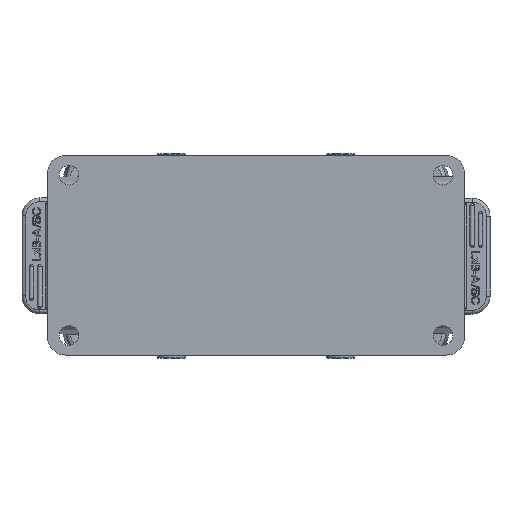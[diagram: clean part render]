
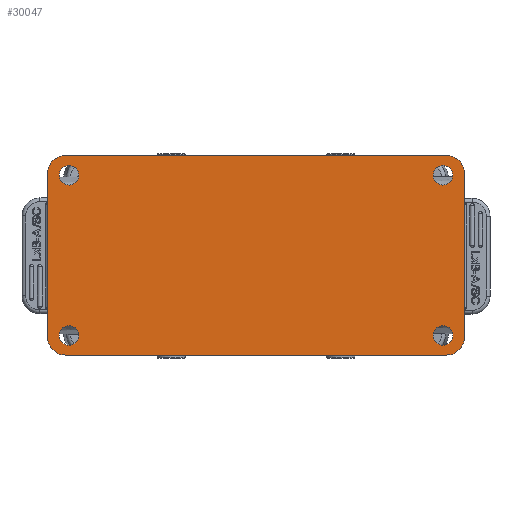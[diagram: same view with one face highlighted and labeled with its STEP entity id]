
A CAD part, front view. The second image highlights one B-rep face of the part: STEP entity #30047.
In plain terms, the highlighted planar face has unit normal (0, -1, 0).
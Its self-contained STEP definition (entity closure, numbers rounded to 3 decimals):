
#2722=DIRECTION('',(0.,0.,-1.));
#2723=VECTOR('',#2722,46.);
#2724=CARTESIAN_POINT('',(118.,0.,
23.18));
#2725=LINE('',#2724,#2723);
#2726=CARTESIAN_POINT('',(113.,0.,
-22.82));
#2727=DIRECTION('',(0.,1.,0.));
#2728=DIRECTION('',(1.,0.,0.));
#2729=AXIS2_PLACEMENT_3D('',#2726,#2727,#2728);
#2731=CARTESIAN_POINT('',(6.,0.,
-22.82));
#2732=DIRECTION('',(0.,1.,0.));
#2733=DIRECTION('',(0.,0.,-1.));
#2734=AXIS2_PLACEMENT_3D('',#2731,#2732,#2733);
#2736=DIRECTION('',(0.,0.,1.));
#2737=VECTOR('',#2736,46.);
#2738=CARTESIAN_POINT('',(1.,0.,
-22.82));
#2739=LINE('',#2738,#2737);
#2740=CARTESIAN_POINT('',(6.,0.,
23.18));
#2741=DIRECTION('',(0.,1.,0.));
#2742=DIRECTION('',(-1.,0.,0.));
#2743=AXIS2_PLACEMENT_3D('',#2740,#2741,#2742);
#2745=DIRECTION('',(1.,0.,0.));
#2746=VECTOR('',#2745,107.);
#2747=CARTESIAN_POINT('',(6.,0.,
28.18));
#2748=LINE('',#2747,#2746);
#2749=CARTESIAN_POINT('',(113.,0.,
23.18));
#2750=DIRECTION('',(0.,1.,0.));
#2751=DIRECTION('',(0.,0.,1.));
#2752=AXIS2_PLACEMENT_3D('',#2749,#2750,#2751);
#2754=CARTESIAN_POINT('',(7.,0.,
22.68));
#2755=DIRECTION('',(0.,-1.,0.));
#2756=DIRECTION('',(0.,0.,1.));
#2757=AXIS2_PLACEMENT_3D('',#2754,#2755,#2756);
#2759=CARTESIAN_POINT('',(7.,0.,
22.68));
#2760=DIRECTION('',(0.,-1.,0.));
#2761=DIRECTION('',(0.,0.,-1.));
#2762=AXIS2_PLACEMENT_3D('',#2759,#2760,#2761);
#2764=CARTESIAN_POINT('',(7.,0.,
-22.32));
#2765=DIRECTION('',(0.,-1.,0.));
#2766=DIRECTION('',(0.,0.,1.));
#2767=AXIS2_PLACEMENT_3D('',#2764,#2765,#2766);
#2769=CARTESIAN_POINT('',(7.,0.,
-22.32));
#2770=DIRECTION('',(0.,-1.,0.));
#2771=DIRECTION('',(0.,0.,-1.));
#2772=AXIS2_PLACEMENT_3D('',#2769,#2770,#2771);
#2774=CARTESIAN_POINT('',(112.,0.,
-22.32));
#2775=DIRECTION('',(0.,-1.,0.));
#2776=DIRECTION('',(0.,0.,1.));
#2777=AXIS2_PLACEMENT_3D('',#2774,#2775,#2776);
#2779=CARTESIAN_POINT('',(112.,0.,
-22.32));
#2780=DIRECTION('',(0.,-1.,0.));
#2781=DIRECTION('',(0.,0.,-1.));
#2782=AXIS2_PLACEMENT_3D('',#2779,#2780,#2781);
#2784=CARTESIAN_POINT('',(112.,0.,
22.68));
#2785=DIRECTION('',(0.,-1.,0.));
#2786=DIRECTION('',(0.,0.,1.));
#2787=AXIS2_PLACEMENT_3D('',#2784,#2785,#2786);
#2789=CARTESIAN_POINT('',(112.,0.,
22.68));
#2790=DIRECTION('',(0.,-1.,0.));
#2791=DIRECTION('',(0.,0.,-1.));
#2792=AXIS2_PLACEMENT_3D('',#2789,#2790,#2791);
#6519=DIRECTION('',(1.,0.,0.));
#6520=VECTOR('',#6519,107.);
#6521=CARTESIAN_POINT('',(6.,0.,
-27.82));
#6522=LINE('',#6521,#6520);
#21208=CARTESIAN_POINT('',(118.,0.,
23.18));
#21210=VERTEX_POINT('',#21208);
#21231=CARTESIAN_POINT('',(118.,0.,
-22.82));
#21232=VERTEX_POINT('',#21231);
#21233=CARTESIAN_POINT('',(113.,0.,
28.18));
#21235=VERTEX_POINT('',#21233);
#21239=CARTESIAN_POINT('',(6.,0.,
28.18));
#21240=VERTEX_POINT('',#21239);
#21275=CARTESIAN_POINT('',(112.,0.,
25.43));
#21276=CARTESIAN_POINT('',(112.,0.,
19.93));
#21277=VERTEX_POINT('',#21275);
#21278=VERTEX_POINT('',#21276);
#21279=CARTESIAN_POINT('',(113.,0.,
-27.82));
#21280=VERTEX_POINT('',#21279);
#21281=CARTESIAN_POINT('',(6.,0.,
-27.82));
#21282=VERTEX_POINT('',#21281);
#21283=CARTESIAN_POINT('',(1.,0.,
-22.82));
#21284=VERTEX_POINT('',#21283);
#21285=CARTESIAN_POINT('',(1.,0.,
23.18));
#21286=VERTEX_POINT('',#21285);
#21287=CARTESIAN_POINT('',(7.,0.,
25.43));
#21288=CARTESIAN_POINT('',(7.,0.,
19.93));
#21289=VERTEX_POINT('',#21287);
#21290=VERTEX_POINT('',#21288);
#21291=CARTESIAN_POINT('',(7.,0.,
-19.57));
#21292=CARTESIAN_POINT('',(7.,0.,
-25.07));
#21293=VERTEX_POINT('',#21291);
#21294=VERTEX_POINT('',#21292);
#21295=CARTESIAN_POINT('',(112.,0.,
-19.57));
#21296=CARTESIAN_POINT('',(112.,0.,
-25.07));
#21297=VERTEX_POINT('',#21295);
#21298=VERTEX_POINT('',#21296);
#30004=CARTESIAN_POINT('',(59.5,0.,
0.18));
#30005=DIRECTION('',(0.,1.,0.));
#30006=DIRECTION('',(0.,0.,1.));
#30007=AXIS2_PLACEMENT_3D('',#30004,#30005,#30006);
#30008=PLANE('',#30007);
#30009=ORIENTED_EDGE('',*,*,#29126,.T.);
#30011=ORIENTED_EDGE('',*,*,#30010,.T.);
#30013=ORIENTED_EDGE('',*,*,#30012,.F.);
#30015=ORIENTED_EDGE('',*,*,#30014,.T.);
#30017=ORIENTED_EDGE('',*,*,#30016,.T.);
#30019=ORIENTED_EDGE('',*,*,#30018,.T.);
#30020=ORIENTED_EDGE('',*,*,#29160,.T.);
#30021=ORIENTED_EDGE('',*,*,#29147,.T.);
#30022=EDGE_LOOP('',(#30009,#30011,#30013,#30015,#30017,#30019,#30020,#30021));
#30023=FACE_OUTER_BOUND('',#30022,.F.);
#30025=ORIENTED_EDGE('',*,*,#30024,.T.);
#30027=ORIENTED_EDGE('',*,*,#30026,.T.);
#30028=EDGE_LOOP('',(#30025,#30027));
#30029=FACE_BOUND('',#30028,.F.);
#30031=ORIENTED_EDGE('',*,*,#30030,.T.);
#30033=ORIENTED_EDGE('',*,*,#30032,.T.);
#30034=EDGE_LOOP('',(#30031,#30033));
#30035=FACE_BOUND('',#30034,.F.);
#30037=ORIENTED_EDGE('',*,*,#30036,.T.);
#30039=ORIENTED_EDGE('',*,*,#30038,.T.);
#30040=EDGE_LOOP('',(#30037,#30039));
#30041=FACE_BOUND('',#30040,.F.);
#30042=ORIENTED_EDGE('',*,*,#29994,.T.);
#30044=ORIENTED_EDGE('',*,*,#30043,.T.);
#30045=EDGE_LOOP('',(#30042,#30044));
#30046=FACE_BOUND('',#30045,.F.);
#30047=ADVANCED_FACE('',(#30023,#30029,#30035,#30041,#30046),#30008,.F.);
#2730=CIRCLE('',#2729,5.);
#2735=CIRCLE('',#2734,5.);
#2744=CIRCLE('',#2743,5.);
#2753=CIRCLE('',#2752,5.);
#2758=CIRCLE('',#2757,2.75);
#2763=CIRCLE('',#2762,2.75);
#2768=CIRCLE('',#2767,2.75);
#2773=CIRCLE('',#2772,2.75);
#2778=CIRCLE('',#2777,2.75);
#2783=CIRCLE('',#2782,2.75);
#2788=CIRCLE('',#2787,2.75);
#2793=CIRCLE('',#2792,2.75);
#29126=EDGE_CURVE('',#21210,#21232,#2725,.T.);
#29147=EDGE_CURVE('',#21235,#21210,#2753,.T.);
#29160=EDGE_CURVE('',#21240,#21235,#2748,.T.);
#29994=EDGE_CURVE('',#21277,#21278,#2788,.T.);
#30010=EDGE_CURVE('',#21232,#21280,#2730,.T.);
#30012=EDGE_CURVE('',#21282,#21280,#6522,.T.);
#30014=EDGE_CURVE('',#21282,#21284,#2735,.T.);
#30016=EDGE_CURVE('',#21284,#21286,#2739,.T.);
#30018=EDGE_CURVE('',#21286,#21240,#2744,.T.);
#30024=EDGE_CURVE('',#21289,#21290,#2758,.T.);
#30026=EDGE_CURVE('',#21290,#21289,#2763,.T.);
#30030=EDGE_CURVE('',#21293,#21294,#2768,.T.);
#30032=EDGE_CURVE('',#21294,#21293,#2773,.T.);
#30036=EDGE_CURVE('',#21297,#21298,#2778,.T.);
#30038=EDGE_CURVE('',#21298,#21297,#2783,.T.);
#30043=EDGE_CURVE('',#21278,#21277,#2793,.T.);
